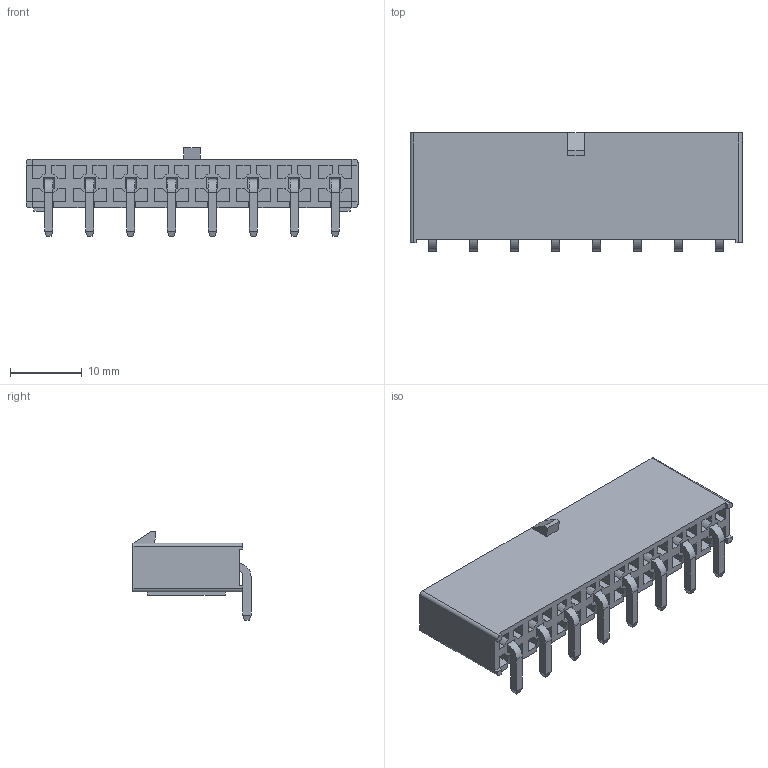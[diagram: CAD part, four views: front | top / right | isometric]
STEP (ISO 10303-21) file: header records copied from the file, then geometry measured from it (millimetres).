
FILE_DESCRIPTION(/* description */ ('Unknown'),/* implementation_level */ '2;1');
FILE_NAME(/* name */ 'J_Wurth_WR-MPC5_657008130101',/* time_stamp */ '2025-07-09T17:16:43+08:00',/* author */ ('Unknown'),/* organization */ ('Unknown'),/* preprocessor_version */ 'ST-DEVELOPER v19.4',/* originating_system */ 'Solid Edge',/* authorisation */ 'Unknown');
FILE_SCHEMA (('AUTOMOTIVE_DESIGN {1 0 10303 214 3 1 1}'));
Length unit declared in the file: millimetre
Products named in the file (2): J_Wurth_WR-MPC5_657008130101
Assembly tree (1 placements, depth 2):
  J_Wurth_WR-MPC5_657008130101
    J_Wurth_WR-MPC5_657008130101
Bounding box: 46.25 x 16.44 x 12.28 mm (x, y, z)
Volume: 2302.5 mm3; surface area: 5184.4 mm2
Topology: 1 solids, 1 shells, 579 faces, 1415 edges, 878 vertices
Faces by surface type: plane 527, cylinder 52
Entity records: 20581 total; most frequent: CARTESIAN_POINT 2874, ORIENTED_EDGE 2830, DIRECTION 2681, EDGE_CURVE 1415, LINE 1311, VECTOR 1311, VERTEX_POINT 878, AXIS2_PLACEMENT_3D 685
